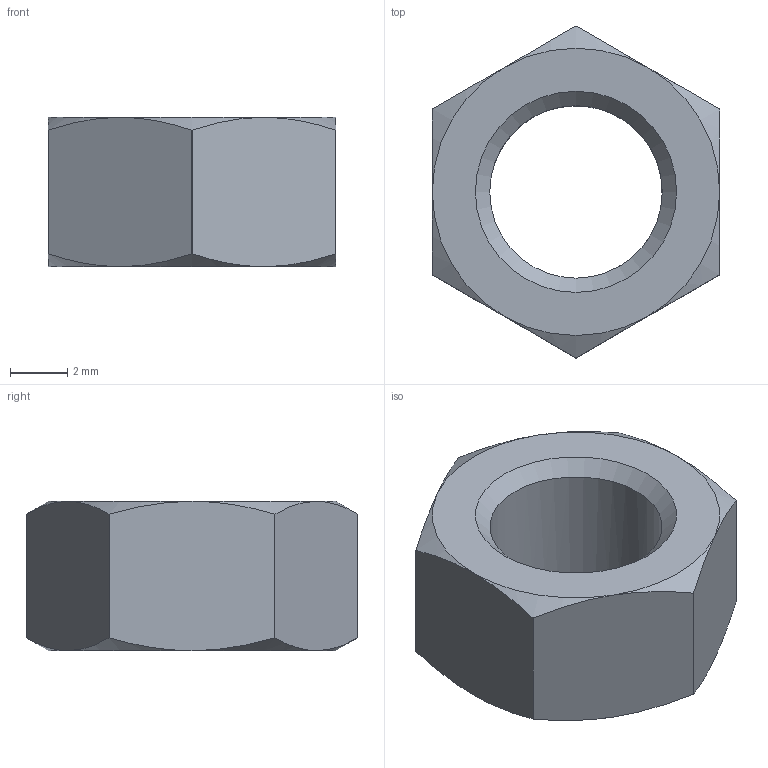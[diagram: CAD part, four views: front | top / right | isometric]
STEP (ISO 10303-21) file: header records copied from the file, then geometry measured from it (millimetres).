
FILE_DESCRIPTION(('FreeCAD Model'),'2;1');
FILE_NAME('ISO4032_Hex_Nut_M6.step', '2013-08-05T01:06:33',('FreeCAD'),('FreeCAD'), 'Open CASCADE STEP processor 6.5','FreeCAD','Unknown');
FILE_SCHEMA(('AUTOMOTIVE_DESIGN_CC2 { 1 2 10303 214 -1 1 5 4 }'));
Length unit declared in the file: millimetre
Products named in the file (1): ISO4032_Hex_Nut_M6
Bounding box: 10 x 11.55 x 5.2 mm (x, y, z)
Volume: 296.2 mm3; surface area: 376.3 mm2
Topology: 1 solids, 1 shells, 30 faces, 70 edges, 42 vertices
Faces by surface type: cone 14, plane 8, cylinder 7, bspline 1
Full cylindrical faces by diameter (mm): 6 x1
Entity records: 1967 total; most frequent: CARTESIAN_POINT 632, DIRECTION 240, ORIENTED_EDGE 140, PCURVE 140, DEFINITIONAL_REPRESENTATION 140, AXIS2_PLACEMENT_3D 82, EDGE_CURVE 70, SURFACE_CURVE 68
